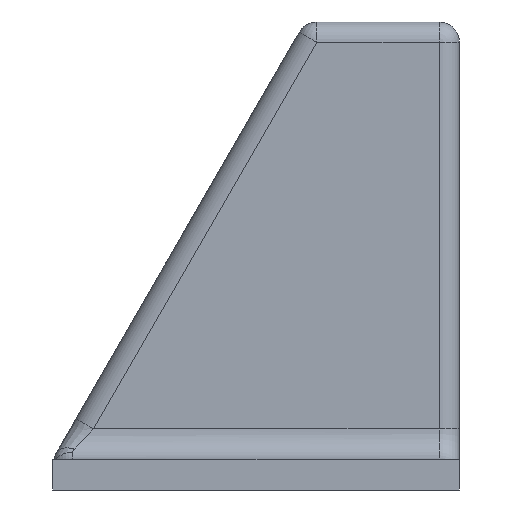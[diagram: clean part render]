
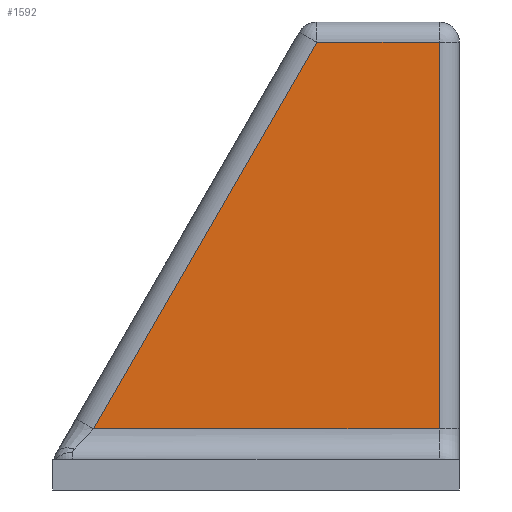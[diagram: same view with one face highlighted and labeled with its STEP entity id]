
A CAD part, left-side view. The second image highlights one B-rep face of the part: STEP entity #1592.
In plain terms, the highlighted planar face has unit normal (-1, 0, 0).
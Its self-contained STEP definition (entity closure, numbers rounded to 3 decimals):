
#1017=CARTESIAN_POINT('Vertex',(-25.,-18.,44.)) ;
#1043=CARTESIAN_POINT('Line Origine',(-25.,-18.,22.6)) ;
#1047=CARTESIAN_POINT('Vertex',(-25.,-18.,6.)) ;
#1533=CARTESIAN_POINT('Vertex',(-25.,15.959,6.)) ;
#1549=CARTESIAN_POINT('Line Origine',(-25.,0.,6.)) ;
#1569=CARTESIAN_POINT('Axis2P3D Location',(-25.,0.,0.)) ;
#1574=CARTESIAN_POINT('Line Origine',(-25.,4.989,25.)) ;
#1578=CARTESIAN_POINT('Vertex',(-25.,-5.981,44.)) ;
#1581=CARTESIAN_POINT('Line Origine',(-25.,-11.99,44.)) ;
#1044=DIRECTION('Vector Direction',(0.,0.,1.)) ;
#1550=DIRECTION('Vector Direction',(0.,1.,0.)) ;
#1570=DIRECTION('Axis2P3D Direction',(1.,0.,0.)) ;
#1571=DIRECTION('Axis2P3D XDirection',(0.,1.,0.)) ;
#1575=DIRECTION('Vector Direction',(0.,0.5,-0.866)) ;
#1582=DIRECTION('Vector Direction',(0.,1.,0.)) ;
#1572=AXIS2_PLACEMENT_3D('Plane Axis2P3D',#1569,#1570,#1571) ;
#1587=ORIENTED_EDGE('',*,*,#1580,.F.) ;
#1588=ORIENTED_EDGE('',*,*,#1553,.T.) ;
#1589=ORIENTED_EDGE('',*,*,#1049,.F.) ;
#1590=ORIENTED_EDGE('',*,*,#1585,.F.) ;
#1045=VECTOR('Line Direction',#1044,1.) ;
#1551=VECTOR('Line Direction',#1550,1.) ;
#1576=VECTOR('Line Direction',#1575,1.) ;
#1583=VECTOR('Line Direction',#1582,1.) ;
#1592=ADVANCED_FACE('PartBody',(#1591),#1573,.F.) ;
#1049=EDGE_CURVE('',#1018,#1048,#1046,.F.) ;
#1553=EDGE_CURVE('',#1534,#1048,#1552,.F.) ;
#1580=EDGE_CURVE('',#1534,#1579,#1577,.F.) ;
#1585=EDGE_CURVE('',#1579,#1018,#1584,.F.) ;
#1586=EDGE_LOOP('',(#1587,#1588,#1589,#1590)) ;
#1591=FACE_OUTER_BOUND('',#1586,.T.) ;
#1046=LINE('Line',#1043,#1045) ;
#1552=LINE('Line',#1549,#1551) ;
#1577=LINE('Line',#1574,#1576) ;
#1584=LINE('Line',#1581,#1583) ;
#1573=PLANE('Plane',#1572) ;
#1018=VERTEX_POINT('',#1017) ;
#1048=VERTEX_POINT('',#1047) ;
#1534=VERTEX_POINT('',#1533) ;
#1579=VERTEX_POINT('',#1578) ;
